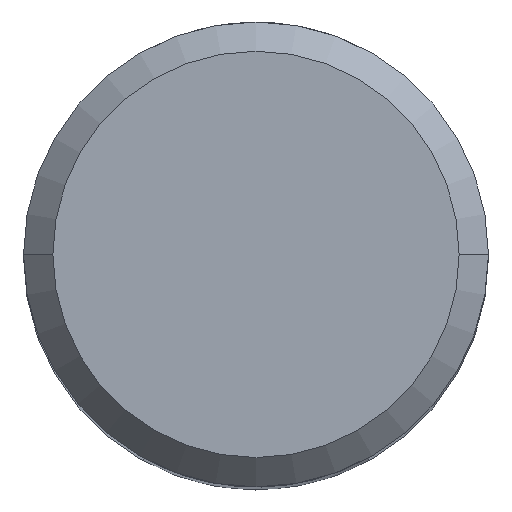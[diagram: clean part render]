
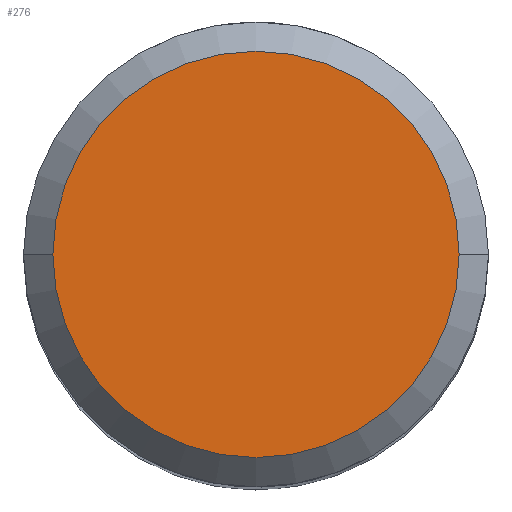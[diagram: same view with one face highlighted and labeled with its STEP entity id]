
A CAD part, top view. The second image highlights one B-rep face of the part: STEP entity #276.
In plain terms, the highlighted face is planar.
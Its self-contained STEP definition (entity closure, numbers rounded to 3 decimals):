
#194=PLANE('',#2622);
#276=ADVANCED_FACE('',(#421),#194,.T.);
#421=FACE_OUTER_BOUND('',#535,.T.);
#535=EDGE_LOOP('',(#816,#817));
#683=CIRCLE('',#2618,6.931);
#685=CIRCLE('',#2621,6.931);
#816=ORIENTED_EDGE('',*,*,#1853,.T.);
#817=ORIENTED_EDGE('',*,*,#1856,.T.);
#1568=VERTEX_POINT('',#3532);
#1570=VERTEX_POINT('',#3535);
#1853=EDGE_CURVE('',#1570,#1568,#683,.T.);
#1856=EDGE_CURVE('',#1568,#1570,#685,.T.);
#2618=AXIS2_PLACEMENT_3D('',#3534,#2873,#2874);
#2621=AXIS2_PLACEMENT_3D('',#3540,#2880,#2881);
#2622=AXIS2_PLACEMENT_3D('',#3541,#2882,#2883);
#2873=DIRECTION('',(0.,0.,1.));
#2874=DIRECTION('',(1.,0.,0.));
#2880=DIRECTION('',(0.,0.,1.));
#2881=DIRECTION('',(1.,0.,0.));
#2882=DIRECTION('',(0.,0.,1.));
#2883=DIRECTION('',(-1.,0.,0.));
#3532=CARTESIAN_POINT('',(6.931,0.,0.));
#3534=CARTESIAN_POINT('',(0.,0.,0.));
#3535=CARTESIAN_POINT('',(-6.931,0.,0.));
#3540=CARTESIAN_POINT('',(0.,0.,0.));
#3541=CARTESIAN_POINT('',(0.,2.25,0.));
